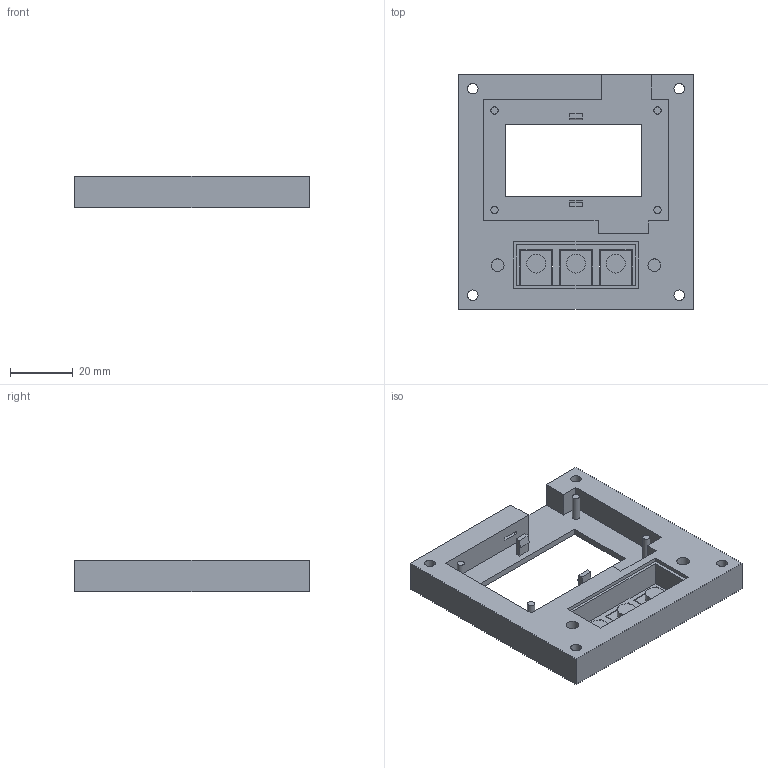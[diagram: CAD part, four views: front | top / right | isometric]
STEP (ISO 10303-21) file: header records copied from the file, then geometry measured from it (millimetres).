
FILE_DESCRIPTION(('FreeCAD Model'),'2;1');
FILE_NAME('Open CASCADE Shape Model','2025-06-08T12:32:56',(''),(''), 'Open CASCADE STEP processor 7.8','FreeCAD','Unknown');
FILE_SCHEMA(('AUTOMOTIVE_DESIGN { 1 0 10303 214 1 1 1 1 }'));
Length unit declared in the file: millimetre
Products named in the file (1): Body
Bounding box: 75 x 75 x 10 mm (x, y, z)
Volume: 29395.1 mm3; surface area: 16295.2 mm2
Topology: 1 solids, 1 shells, 123 faces, 295 edges, 190 vertices
Faces by surface type: plane 106, cylinder 17
Full cylindrical faces by diameter (mm): 2.34 x4, 3.4 x4, 4 x2, 6 x7
Entity records: 7404 total; most frequent: CARTESIAN_POINT 1223, DIRECTION 1163, LINE 817, VECTOR 817, ORIENTED_EDGE 590, PCURVE 590, DEFINITIONAL_REPRESENTATION 590, EDGE_CURVE 295
